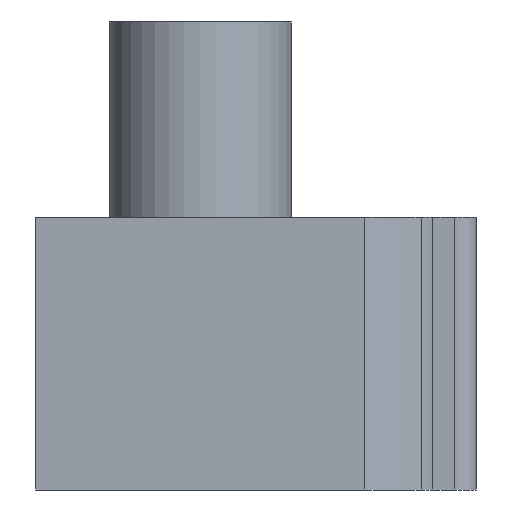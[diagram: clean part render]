
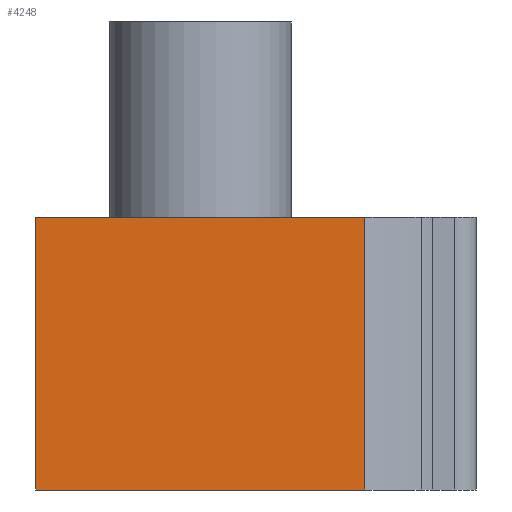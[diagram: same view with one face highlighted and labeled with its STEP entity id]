
A CAD part, left-side view. The second image highlights one B-rep face of the part: STEP entity #4248.
In plain terms, the highlighted planar face has unit normal (-1, 0, 0).
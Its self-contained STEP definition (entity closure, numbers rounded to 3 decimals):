
#616=FACE_OUTER_BOUND('',#862,.T.);
#862=EDGE_LOOP('',(#3725,#3726,#3727,#3728));
#1214=LINE('',#7213,#1594);
#1215=LINE('',#7216,#1595);
#1216=LINE('',#7218,#1596);
#1217=LINE('',#7219,#1597);
#1594=VECTOR('',#5951,10.);
#1595=VECTOR('',#5954,10.);
#1596=VECTOR('',#5955,10.);
#1597=VECTOR('',#5956,10.);
#2009=VERTEX_POINT('',#7206);
#2012=VERTEX_POINT('',#7211);
#2013=VERTEX_POINT('',#7215);
#2014=VERTEX_POINT('',#7217);
#2594=EDGE_CURVE('',#2009,#2012,#1214,.T.);
#2595=EDGE_CURVE('',#2013,#2009,#1215,.T.);
#2596=EDGE_CURVE('',#2014,#2012,#1216,.T.);
#2597=EDGE_CURVE('',#2013,#2014,#1217,.T.);
#3725=ORIENTED_EDGE('',*,*,#2595,.T.);
#3726=ORIENTED_EDGE('',*,*,#2594,.T.);
#3727=ORIENTED_EDGE('',*,*,#2596,.F.);
#3728=ORIENTED_EDGE('',*,*,#2597,.F.);
#4010=PLANE('',#4737);
#4248=ADVANCED_FACE('',(#616),#4010,.T.);
#4737=AXIS2_PLACEMENT_3D('',#7214,#5952,#5953);
#5951=DIRECTION('',(0.,0.,1.));
#5952=DIRECTION('center_axis',(-1.,0.,0.));
#5953=DIRECTION('ref_axis',(0.,-1.,0.));
#5954=DIRECTION('',(0.,-1.,0.));
#5955=DIRECTION('',(0.,-1.,0.));
#5956=DIRECTION('',(0.,0.,1.));
#7206=CARTESIAN_POINT('',(-28.,8.75,0.));
#7211=CARTESIAN_POINT('',(-28.,8.75,6.));
#7213=CARTESIAN_POINT('',(-28.,8.75,0.));
#7214=CARTESIAN_POINT('Origin',(-28.,16.,0.));
#7215=CARTESIAN_POINT('',(-28.,16.,0.));
#7216=CARTESIAN_POINT('',(-28.,16.,0.));
#7217=CARTESIAN_POINT('',(-28.,16.,6.));
#7218=CARTESIAN_POINT('',(-28.,16.,6.));
#7219=CARTESIAN_POINT('',(-28.,16.,0.));
